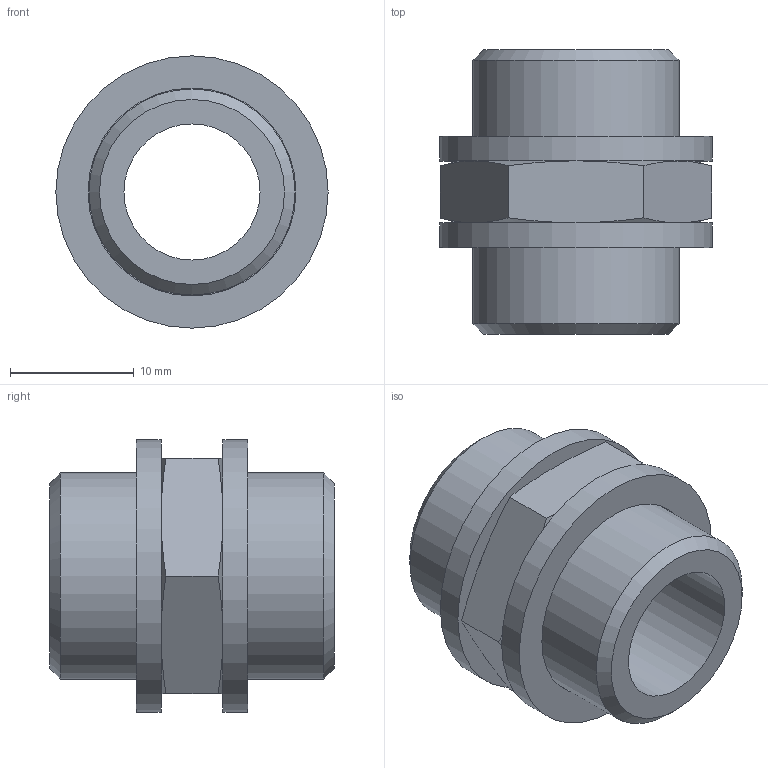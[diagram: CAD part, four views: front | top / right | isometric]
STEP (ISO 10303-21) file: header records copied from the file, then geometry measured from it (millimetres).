
FILE_DESCRIPTION(/* description */ ('STEP AP214'),/* implementation_level */ '2;1');
FILE_NAME(/* name */ '8142588_NPFC-DS-G38-G38-M',/* time_stamp */ '2024-09-12T23:27:22+02:00',/* author */ ('License CC BY-ND 4.0'),/* organization */ ('CADENAS'),/* preprocessor_version */ 'ST-DEVELOPER v19.3',/* originating_system */ 'PARTsolutions',/* authorisation */ ' ');
FILE_SCHEMA (('AUTOMOTIVE_DESIGN {1 0 10303 214 3 1 1}'));
Length unit declared in the file: millimetre
Products named in the file (3): 8142588 NPFC-DS-G38-G38-M; 8030275 NPFC-D-2G38-M; 2225 O-3/8
Assembly tree (3 placements, depth 2):
  8142588 NPFC-DS-G38-G38-M
    8030275 NPFC-D-2G38-M
    2225 O-3/8  x2
Bounding box: 22 x 23 x 22 mm (x, y, z)
Volume: 3891.9 mm3; surface area: 3552.6 mm2
Topology: 3 solids, 3 shells, 35 faces, 67 edges, 40 vertices
Faces by surface type: cone 14, plane 14, cylinder 7
Full cylindrical faces by diameter (mm): 11 x1, 16.662 x2, 16.8 x2, 22 x2
Entity records: 867 total; most frequent: CARTESIAN_POINT 197, DIRECTION 124, ORIENTED_EDGE 108, AXIS2_PLACEMENT_3D 59, EDGE_CURVE 54, EDGE_LOOP 44, FACE_BOUND 44, VERTEX_POINT 36
